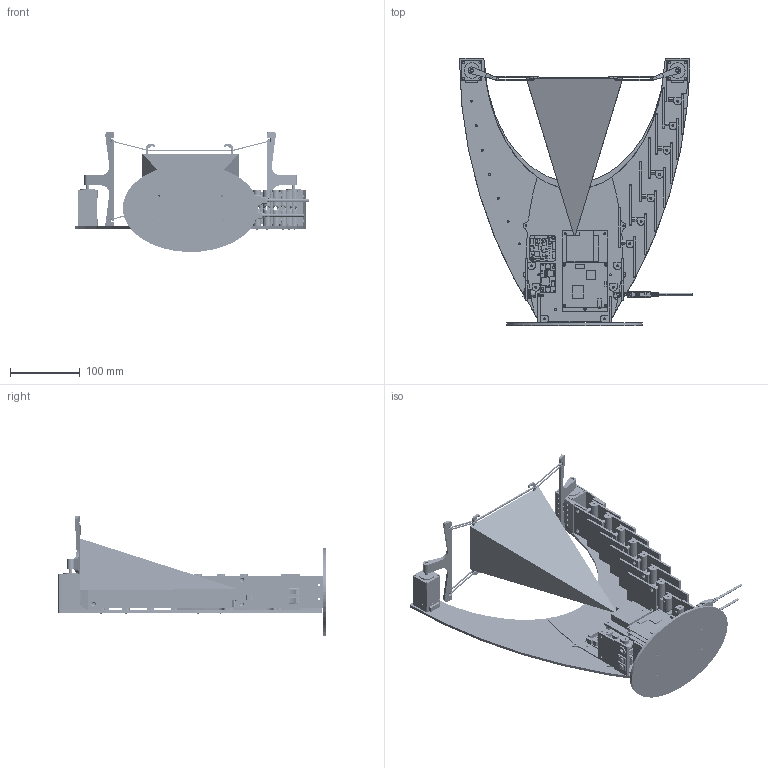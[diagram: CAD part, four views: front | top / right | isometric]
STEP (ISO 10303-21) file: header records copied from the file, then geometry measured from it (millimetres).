
FILE_DESCRIPTION (( 'STEP AP214' ), '1' );
FILE_NAME ('VVD compatto 2019 F Plexi.STEP', '2021-11-05T17:02:02', ( 'DesignPC' ), ( '' ), 'SwSTEP 2.0', 'SolidWorks 2019', '' );
FILE_SCHEMA (( 'AUTOMOTIVE_DESIGN' ));
Length unit declared in the file: millimetre
Products named in the file (30): Spacer__m3_12mm; SingleSideElement; VVD compatto 2019 F Plexi; TMCM-1141; USB_Plastic.step; Ala Laterale v1; USB_Plug_v2.step; Inner Central plate v1; usb_plate; Connettore Piastre side shorter; flat head screw_am_B18.6.7M - M3 x 0.5 x 8 Type I Cross Recessed FHMS --8N; LT069_Electr_RockerSwitch_Contatti_piegati; LT068_electr_DC_ Jack; DLP LightCrafter Evaluation Module - DRITTO; USB-Front.step; Central Plate v1; Elastico; StepperCap; dwn_plate1; Step Down voltage regulator LM2596; Cpss_v2; pan cross head_am_B18.6.7M - M3 x 0.5 x 8 Type I Cross Recessed PHMS --8N; AstaMonopezzo1Mot; USB_Type_A_Female_Breakout_prt; basr1; USB A Plug.step; Nema11_28x28_51mm1; VVD_04_PlexiSostegno_v2; Connettore Piastre side; pwr_plate
Assembly tree (78 placements, depth 3):
  VVD compatto 2019 F Plexi
    Step Down voltage regulator LM2596
    Spacer__m3_12mm  x5
    LT069_Electr_RockerSwitch_Contatti_piegati  x2
    AstaMonopezzo1Mot  x2
    TMCM-1141
    DLP LightCrafter Evaluation Module - DRITTO
    basr1
    Ala Laterale v1  x2
    Central Plate v1
    Nema11_28x28_51mm1  x2
    Inner Central plate v1
    StepperCap
    Connettore Piastre side  x7
    Connettore Piastre side shorter  x4
    Cpss_v2  x2
    SingleSideElement  x13
    LT068_electr_DC_ Jack
    USB_Type_A_Female_Breakout_prt  x2
    USB A Plug.step
      USB_Plastic.step
      USB-Front.step
    USB_Plug_v2.step
      USB_Plastic.step
      USB-Front.step
    Elastico  x4
    VVD_04_PlexiSostegno_v2
    usb_plate
    dwn_plate1  x2
    pwr_plate
    flat head screw_am_B18.6.7M - M3 x 0.5 x 8 Type I Cross Recessed FHMS --8N  x8
    pan cross head_am_B18.6.7M - M3 x 0.5 x 8 Type I Cross Recessed PHMS --8N  x6
Bounding box: 334.15 x 383.24 x 171.93 mm (x, y, z)
Volume: 2211383.3 mm3; surface area: 1035869.3 mm2
Topology: 143 solids, 143 shells, 7279 faces, 19735 edges, 12764 vertices
Faces by surface type: plane 3740, cylinder 2372, bspline 789, torus 220, cone 146, sphere 12
Entity records: 159065 total; most frequent: CARTESIAN_POINT 42602, ORIENTED_EDGE 23102, DIRECTION 19851, EDGE_CURVE 11551, VERTEX_POINT 7524, VECTOR 7433, LINE 7433, AXIS2_PLACEMENT_3D 6209
